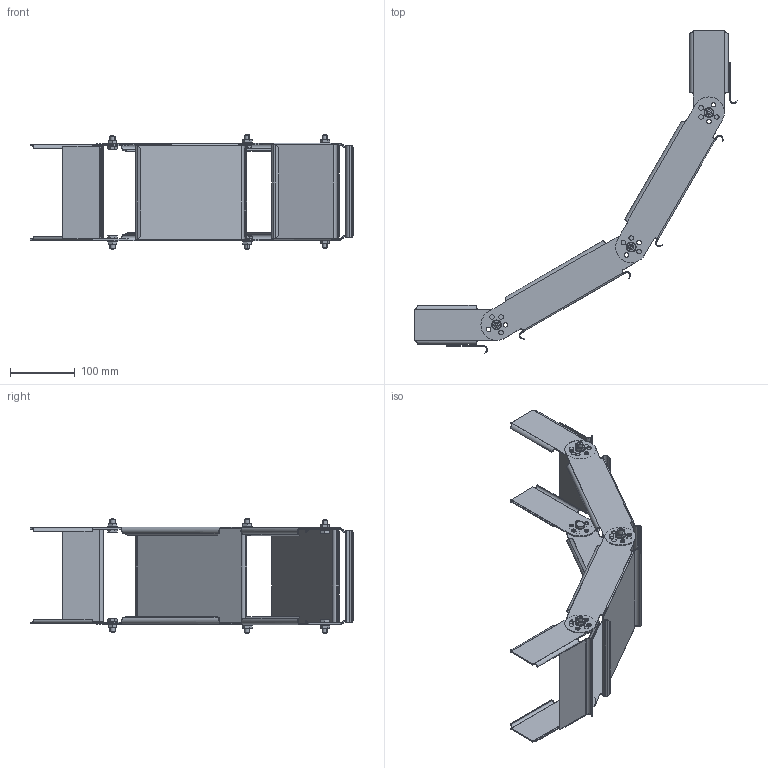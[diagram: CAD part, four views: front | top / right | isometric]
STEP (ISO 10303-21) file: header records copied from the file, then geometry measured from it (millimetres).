
FILE_DESCRIPTION((''),'2;1');
FILE_NAME('7006330_ORG_ASM','2012-06-21T',('AndreasKeweloh'),(''),'PRO/ENGINEER BY PARAMETRIC TECHNOLOGY CORPORATION, 2012060','PRO/ENGINEER BY PARAMETRIC TECHNOLOGY CORPORATION, 2012060','');
FILE_SCHEMA(('CONFIG_CONTROL_DESIGN'));
Length unit declared in the file: millimetre
Products named in the file (8): KTS_07039-007_VERBINDERTEIL_H_6; KTS_06_083-001_GELENKBOGENELEME; KTS_07_061-002_BODENENDBLECH_15; 034542_M8; 009241_DIN_6798-A8_4; 35014028; ASM0001_ASM; 7006330_ORG_ASM
Assembly tree (27 placements, depth 3):
  7006330_ORG_ASM
    ASM0001_ASM
      KTS_07039-007_VERBINDERTEIL_H_6  x4
      KTS_06_083-001_GELENKBOGENELEME  x2
      KTS_07_061-002_BODENENDBLECH_15  x2
      034542_M8  x6
      009241_DIN_6798-A8_4  x6
      35014028  x6
Bounding box: 499.33 x 499.33 x 178.25 mm (x, y, z)
Volume: 262746.2 mm3; surface area: 389830.5 mm2
Topology: 26 solids, 26 shells, 1142 faces, 3104 edges, 1852 vertices
Faces by surface type: plane 482, cylinder 320, bspline 208, cone 120, torus 12
Entity records: 11599 total; most frequent: CARTESIAN_POINT 3720, DIRECTION 1601, ORIENTED_EDGE 1590, EDGE_CURVE 795, AXIS2_PLACEMENT_3D 605, VERTEX_POINT 500, VECTOR 391, LINE 391
